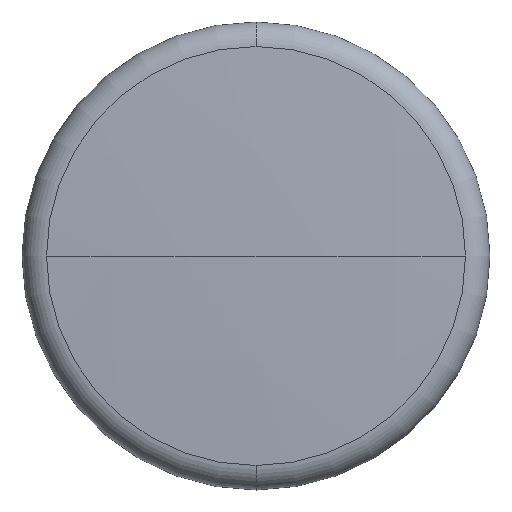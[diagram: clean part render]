
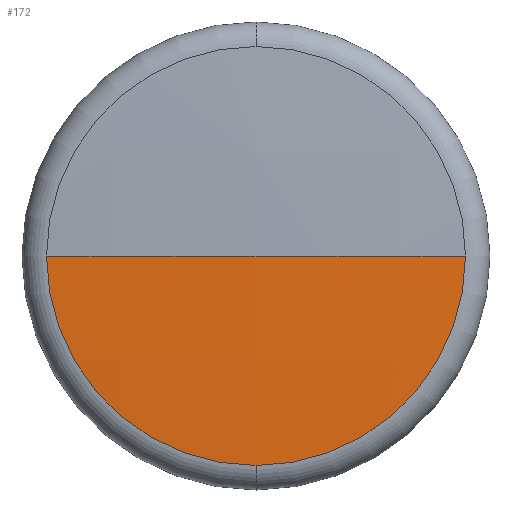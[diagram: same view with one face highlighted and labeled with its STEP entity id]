
A CAD part, front view. The second image highlights one B-rep face of the part: STEP entity #172.
In plain terms, the highlighted spherical face has radius 252.686 mm.
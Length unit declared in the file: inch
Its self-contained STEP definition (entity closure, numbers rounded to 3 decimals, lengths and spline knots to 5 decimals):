
#16 = CARTESIAN_POINT ( 'NONE',  ( 0., 9.94826, 0. ) ) ;
#31 = EDGE_LOOP ( 'NONE', ( #37, #79, #286, #159 ) ) ;
#35 = EDGE_CURVE ( 'NONE', #200, #65, #100, .T. ) ;
#37 = ORIENTED_EDGE ( 'NONE', *, *, #374, .F. ) ;
#50 = DIRECTION ( 'NONE',  ( -1., 0., 0. ) ) ;
#64 = CIRCLE ( 'NONE', #174, 9.94826 ) ;
#65 = VERTEX_POINT ( 'NONE', #308 ) ;
#79 = ORIENTED_EDGE ( 'NONE', *, *, #194, .T. ) ;
#86 = CARTESIAN_POINT ( 'NONE',  ( 0., 0., 0. ) ) ;
#100 = CIRCLE ( 'NONE', #164, 0.56447 ) ;
#111 = CARTESIAN_POINT ( 'NONE',  ( 0., 0.01603, -0.56447 ) ) ;
#121 = CARTESIAN_POINT ( 'NONE',  ( 0., 9.94826, 0. ) ) ;
#132 = AXIS2_PLACEMENT_3D ( 'NONE', #295, #173, #377 ) ;
#148 = CARTESIAN_POINT ( 'NONE',  ( 0., 0.01603, 0. ) ) ;
#149 = SPHERICAL_SURFACE ( 'NONE', #132, 9.94826 ) ;
#153 = DIRECTION ( 'NONE',  ( 1., 0., 0. ) ) ;
#154 = AXIS2_PLACEMENT_3D ( 'NONE', #148, #378, #177 ) ;
#159 = ORIENTED_EDGE ( 'NONE', *, *, #190, .F. ) ;
#164 = AXIS2_PLACEMENT_3D ( 'NONE', #214, #336, #186 ) ;
#172 = ADVANCED_FACE ( 'NONE', ( #321 ), #149, .T. ) ;
#173 = DIRECTION ( 'NONE',  ( 0., 0., -1. ) ) ;
#174 = AXIS2_PLACEMENT_3D ( 'NONE', #16, #234, #50 ) ;
#177 = DIRECTION ( 'NONE',  ( 0., 0., 1. ) ) ;
#186 = DIRECTION ( 'NONE',  ( 0., 0., 1. ) ) ;
#190 = EDGE_CURVE ( 'NONE', #381, #200, #398, .T. ) ;
#194 = EDGE_CURVE ( 'NONE', #380, #65, #64, .T. ) ;
#200 = VERTEX_POINT ( 'NONE', #111 ) ;
#214 = CARTESIAN_POINT ( 'NONE',  ( 0., 0.01603, 0. ) ) ;
#234 = DIRECTION ( 'NONE',  ( 0., 0., -1. ) ) ;
#286 = ORIENTED_EDGE ( 'NONE', *, *, #35, .F. ) ;
#295 = CARTESIAN_POINT ( 'NONE',  ( 0., 9.94826, 0. ) ) ;
#308 = CARTESIAN_POINT ( 'NONE',  ( -0.56447, 0.01603, 0. ) ) ;
#321 = FACE_OUTER_BOUND ( 'NONE', #31, .T. ) ;
#336 = DIRECTION ( 'NONE',  ( 0., 1., 0. ) ) ;
#354 = DIRECTION ( 'NONE',  ( 0., 0., 1. ) ) ;
#361 = CIRCLE ( 'NONE', #419, 9.94826 ) ;
#374 = EDGE_CURVE ( 'NONE', #380, #381, #361, .T. ) ;
#377 = DIRECTION ( 'NONE',  ( 1., 0., 0. ) ) ;
#378 = DIRECTION ( 'NONE',  ( 0., 1., 0. ) ) ;
#380 = VERTEX_POINT ( 'NONE', #86 ) ;
#381 = VERTEX_POINT ( 'NONE', #418 ) ;
#398 = CIRCLE ( 'NONE', #154, 0.56447 ) ;
#418 = CARTESIAN_POINT ( 'NONE',  ( 0.56447, 0.01603, 0. ) ) ;
#419 = AXIS2_PLACEMENT_3D ( 'NONE', #121, #354, #153 ) ;
